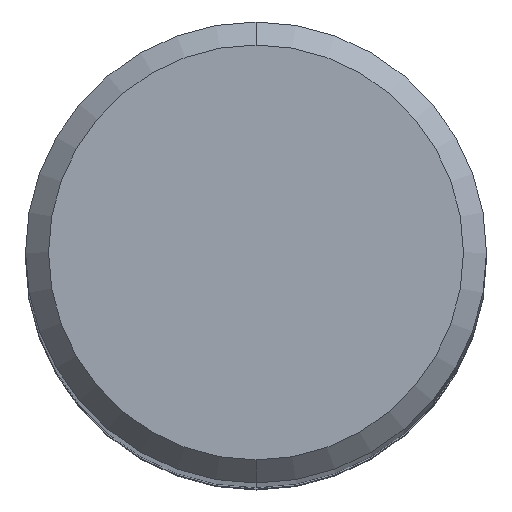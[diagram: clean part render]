
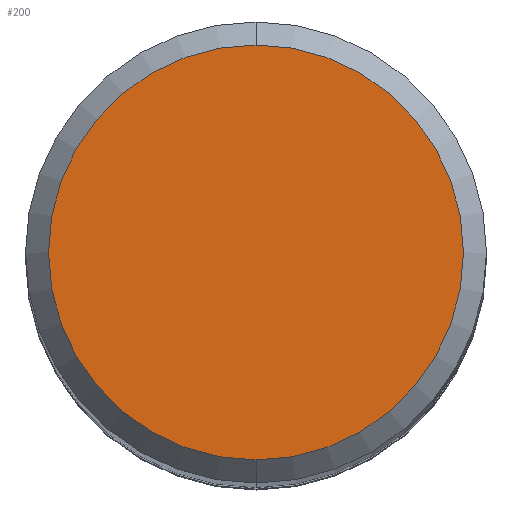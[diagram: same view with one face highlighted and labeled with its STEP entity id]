
A CAD part, top view. The second image highlights one B-rep face of the part: STEP entity #200.
In plain terms, the highlighted planar face has unit normal (0, 0, 1).
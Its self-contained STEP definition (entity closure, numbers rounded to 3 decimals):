
#118=EDGE_CURVE('',#168,#148,#257,.T.);
#148=VERTEX_POINT('',#293);
#168=VERTEX_POINT('',#315);
#200=ADVANCED_FACE('',(#352),#353,.T.);
#206=EDGE_CURVE('',#148,#168,#359,.T.);
#257=CIRCLE('',#408,3.6);
#293=CARTESIAN_POINT('',(0.0,3.6,0.0));
#315=CARTESIAN_POINT('',(0.,-3.6,0.0));
#352=FACE_OUTER_BOUND('',#526,.T.);
#353=PLANE('',#527);
#359=CIRCLE('',#535,3.6);
#408=AXIS2_PLACEMENT_3D('',#570,#571,#572);
#526=EDGE_LOOP('',(#702,#703));
#527=AXIS2_PLACEMENT_3D('',#704,#705,#706);
#535=AXIS2_PLACEMENT_3D('',#710,#711,#712);
#570=CARTESIAN_POINT('',(0.0,0.0,0.0));
#571=DIRECTION('',(0.0,0.0,-1.0));
#572=DIRECTION('',(0.0,1.0,0.0));
#702=ORIENTED_EDGE('',*,*,#206,.F.);
#703=ORIENTED_EDGE('',*,*,#118,.F.);
#704=CARTESIAN_POINT('',(0.0,1.8,0.0));
#705=DIRECTION('',(-0.0,0.0,1.0));
#706=DIRECTION('',(0.0,-1.0,0.0));
#710=CARTESIAN_POINT('',(0.0,0.0,0.0));
#711=DIRECTION('',(0.0,0.0,-1.0));
#712=DIRECTION('',(0.0,1.0,0.0));
